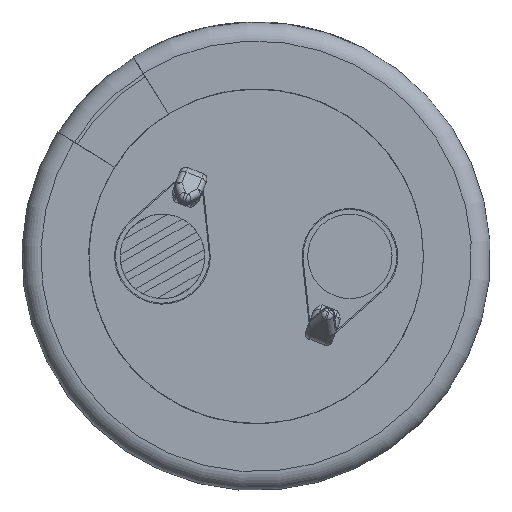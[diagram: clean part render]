
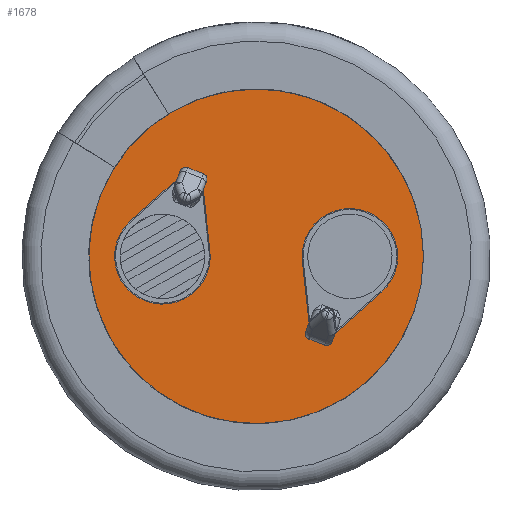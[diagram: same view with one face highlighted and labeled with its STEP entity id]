
A CAD part, front view. The second image highlights one B-rep face of the part: STEP entity #1678.
In plain terms, the highlighted planar face has unit normal (0, -1, 0).
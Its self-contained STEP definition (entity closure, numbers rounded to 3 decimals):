
#1678 = ADVANCED_FACE( '', ( #3529, #3530, #3531 ), #3532, .T. );
#3529 = FACE_OUTER_BOUND( '', #7352, .T. );
#3530 = FACE_BOUND( '', #7353, .T. );
#3531 = FACE_BOUND( '', #7354, .T. );
#3532 = PLANE( '', #7355 );
#7352 = EDGE_LOOP( '', ( #12204 ) );
#7353 = EDGE_LOOP( '', ( #12205, #12206, #12207, #12208 ) );
#7354 = EDGE_LOOP( '', ( #12209, #12210, #12211, #12212 ) );
#7355 = AXIS2_PLACEMENT_3D( '', #12213, #12214, #12215 );
#12204 = ORIENTED_EDGE( '', *, *, #14832, .T. );
#12205 = ORIENTED_EDGE( '', *, *, #14698, .F. );
#12206 = ORIENTED_EDGE( '', *, *, #13558, .F. );
#12207 = ORIENTED_EDGE( '', *, *, #14833, .F. );
#12208 = ORIENTED_EDGE( '', *, *, #13105, .F. );
#12209 = ORIENTED_EDGE( '', *, *, #13120, .T. );
#12210 = ORIENTED_EDGE( '', *, *, #13226, .T. );
#12211 = ORIENTED_EDGE( '', *, *, #13472, .T. );
#12212 = ORIENTED_EDGE( '', *, *, #13506, .T. );
#12213 = CARTESIAN_POINT( '', ( 0., 0., 0. ) );
#12214 = DIRECTION( '', ( 0., -1., 0. ) );
#12215 = DIRECTION( '', ( 1., 0., 0. ) );
#13105 = EDGE_CURVE( '', #15394, #15395, #15396, .T. );
#13120 = EDGE_CURVE( '', #15421, #15422, #15423, .T. );
#13226 = EDGE_CURVE( '', #15422, #15605, #15606, .T. );
#13472 = EDGE_CURVE( '', #15605, #16005, #16006, .T. );
#13506 = EDGE_CURVE( '', #16005, #15421, #16061, .T. );
#13558 = EDGE_CURVE( '', #16142, #16143, #16144, .T. );
#14698 = EDGE_CURVE( '', #16143, #15394, #17749, .T. );
#14832 = EDGE_CURVE( '', #17889, #17889, #17890, .T. );
#14833 = EDGE_CURVE( '', #15395, #16142, #17891, .T. );
#15394 = VERTEX_POINT( '', #18921 );
#15395 = VERTEX_POINT( '', #18922 );
#15396 = CIRCLE( '', #18923, 2.55 );
#15421 = VERTEX_POINT( '', #18962 );
#15422 = VERTEX_POINT( '', #18963 );
#15423 = LINE( '', #18964, #18965 );
#15605 = VERTEX_POINT( '', #19346 );
#15606 = LINE( '', #19347, #19348 );
#16005 = VERTEX_POINT( '', #20214 );
#16006 = LINE( '', #20215, #20216 );
#16061 = CIRCLE( '', #20306, 2.55 );
#16142 = VERTEX_POINT( '', #20451 );
#16143 = VERTEX_POINT( '', #20452 );
#16144 = LINE( '', #20453, #20454 );
#17749 = LINE( '', #24307, #24308 );
#17889 = VERTEX_POINT( '', #24623 );
#17890 = CIRCLE( '', #24624, 10.357 );
#17891 = LINE( '', #24625, #24626 );
#18921 = CARTESIAN_POINT( '', ( -6.694, 0., 1.906 ) );
#18922 = CARTESIAN_POINT( '', ( -2.465, 0., 0.274 ) );
#18923 = AXIS2_PLACEMENT_3D( '', #24899, #24900, #24901 );
#18962 = CARTESIAN_POINT( '', ( 6.694, 0., -1.906 ) );
#18963 = CARTESIAN_POINT( '', ( 4.27, 0., -4.059 ) );
#18964 = CARTESIAN_POINT( '', ( 6.694, 0., -1.906 ) );
#18965 = VECTOR( '', #24907, 1000. );
#19346 = CARTESIAN_POINT( '', ( 2.814, 0., -3.497 ) );
#19347 = CARTESIAN_POINT( '', ( 4.27, 0., -4.059 ) );
#19348 = VECTOR( '', #24940, 1000. );
#20214 = CARTESIAN_POINT( '', ( 2.465, 0., -0.274 ) );
#20215 = CARTESIAN_POINT( '', ( 2.814, 0., -3.497 ) );
#20216 = VECTOR( '', #25100, 1000. );
#20306 = AXIS2_PLACEMENT_3D( '', #25116, #25117, #25118 );
#20451 = CARTESIAN_POINT( '', ( -2.814, 0., 3.497 ) );
#20452 = CARTESIAN_POINT( '', ( -4.27, 0., 4.059 ) );
#20453 = CARTESIAN_POINT( '', ( -2.814, 0., 3.497 ) );
#20454 = VECTOR( '', #25146, 1000. );
#24307 = CARTESIAN_POINT( '', ( -4.27, 0., 4.059 ) );
#24308 = VECTOR( '', #25514, 1000. );
#24623 = CARTESIAN_POINT( '', ( 10.357, 0., 0. ) );
#24624 = AXIS2_PLACEMENT_3D( '', #25545, #25546, #25547 );
#24625 = CARTESIAN_POINT( '', ( -2.465, 0., 0.274 ) );
#24626 = VECTOR( '', #25548, 1000. );
#24899 = CARTESIAN_POINT( '', ( -5., 0., 0. ) );
#24900 = DIRECTION( '', ( 0., -1., 0. ) );
#24901 = DIRECTION( '', ( 0., 0., 1. ) );
#24907 = DIRECTION( '', ( -0.748, 0., -0.664 ) );
#24940 = DIRECTION( '', ( -0.933, 0., 0.36 ) );
#25100 = DIRECTION( '', ( -0.108, 0., 0.994 ) );
#25116 = CARTESIAN_POINT( '', ( 5., 0., 0. ) );
#25117 = DIRECTION( '', ( 0., 1., 0. ) );
#25118 = DIRECTION( '', ( 0., 0., -1. ) );
#25146 = DIRECTION( '', ( -0.933, 0., 0.36 ) );
#25514 = DIRECTION( '', ( -0.748, 0., -0.664 ) );
#25545 = CARTESIAN_POINT( '', ( 0., 0., 0. ) );
#25546 = DIRECTION( '', ( 0., -1., 0. ) );
#25547 = DIRECTION( '', ( 1., 0., 0. ) );
#25548 = DIRECTION( '', ( -0.108, 0., 0.994 ) );
